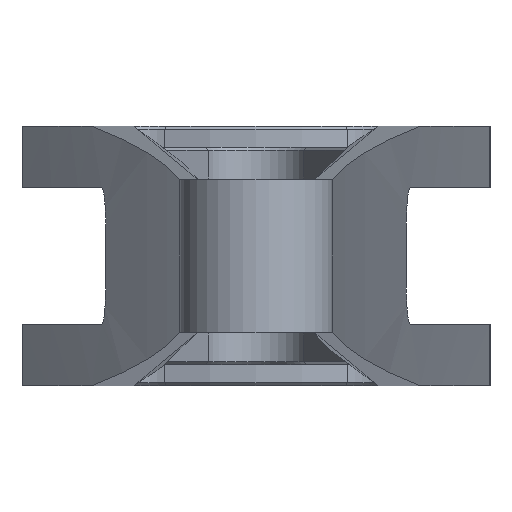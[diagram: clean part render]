
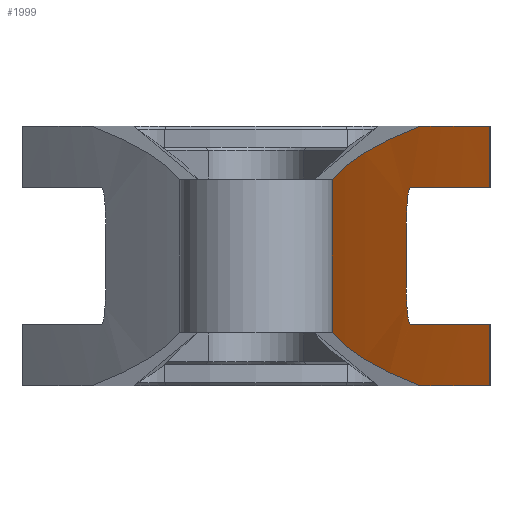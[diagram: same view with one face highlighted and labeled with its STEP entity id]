
A CAD part, front view. The second image highlights one B-rep face of the part: STEP entity #1999.
In plain terms, the highlighted cylindrical face has radius 1564.44 mm (diameter 3128.88 mm), a partial arc.
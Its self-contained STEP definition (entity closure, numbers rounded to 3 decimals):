
#50=ELLIPSE('',#2123,1565.416,1564.438);
#51=ELLIPSE('',#2163,1565.416,1564.438);
#75=B_SPLINE_CURVE_WITH_KNOTS('',3,(#3490,#3491,#3492,#3493,#3494,#3495,
#3496,#3497,#3498,#3499),.UNSPECIFIED.,.F.,.F.,(4,2,2,2,4),(-0.429,
-0.308,-0.187,-0.093,0.),
 .UNSPECIFIED.);
#77=B_SPLINE_CURVE_WITH_KNOTS('',3,(#3540,#3541,#3542,#3543,#3544,#3545,
#3546,#3547,#3548,#3549),.UNSPECIFIED.,.F.,.F.,(4,2,2,2,4),(0.,0.093,
0.187,0.308,0.429),.UNSPECIFIED.);
#245=FACE_OUTER_BOUND('',#377,.T.);
#377=EDGE_LOOP('',(#1777,#1778,#1779,#1780,#1781,#1782,#1783,#1784,#1785,
#1786,#1787,#1788));
#464=LINE('',#3534,#577);
#492=LINE('',#3783,#605);
#494=LINE('',#3787,#607);
#495=LINE('',#3790,#608);
#577=VECTOR('',#2678,10.);
#605=VECTOR('',#2902,10.);
#607=VECTOR('',#2908,10.);
#608=VECTOR('',#2911,10.);
#711=CIRCLE('',#2185,1564.438);
#757=CIRCLE('',#2261,1564.438);
#759=CIRCLE('',#2264,1564.438);
#765=CIRCLE('',#2278,1564.438);
#847=VERTEX_POINT('',#3299);
#848=VERTEX_POINT('',#3304);
#881=VERTEX_POINT('',#3469);
#882=VERTEX_POINT('',#3471);
#887=VERTEX_POINT('',#3487);
#888=VERTEX_POINT('',#3489);
#896=VERTEX_POINT('',#3533);
#898=VERTEX_POINT('',#3539);
#901=VERTEX_POINT('',#3569);
#941=VERTEX_POINT('',#3758);
#943=VERTEX_POINT('',#3764);
#948=VERTEX_POINT('',#3788);
#1068=EDGE_CURVE('',#847,#848,#50,.T.);
#1119=EDGE_CURVE('',#882,#881,#51,.T.);
#1128=EDGE_CURVE('',#887,#888,#75,.T.);
#1141=EDGE_CURVE('',#896,#888,#464,.T.);
#1144=EDGE_CURVE('',#896,#898,#77,.T.);
#1150=EDGE_CURVE('',#901,#898,#711,.F.);
#1222=EDGE_CURVE('',#941,#848,#757,.F.);
#1224=EDGE_CURVE('',#882,#943,#759,.T.);
#1232=EDGE_CURVE('',#847,#881,#492,.T.);
#1234=EDGE_CURVE('',#901,#941,#494,.T.);
#1235=EDGE_CURVE('',#948,#887,#765,.F.);
#1236=EDGE_CURVE('',#948,#943,#495,.T.);
#1777=ORIENTED_EDGE('',*,*,#1119,.T.);
#1778=ORIENTED_EDGE('',*,*,#1232,.F.);
#1779=ORIENTED_EDGE('',*,*,#1068,.T.);
#1780=ORIENTED_EDGE('',*,*,#1222,.F.);
#1781=ORIENTED_EDGE('',*,*,#1234,.F.);
#1782=ORIENTED_EDGE('',*,*,#1150,.T.);
#1783=ORIENTED_EDGE('',*,*,#1144,.F.);
#1784=ORIENTED_EDGE('',*,*,#1141,.T.);
#1785=ORIENTED_EDGE('',*,*,#1128,.F.);
#1786=ORIENTED_EDGE('',*,*,#1235,.F.);
#1787=ORIENTED_EDGE('',*,*,#1236,.T.);
#1788=ORIENTED_EDGE('',*,*,#1224,.F.);
#1881=CYLINDRICAL_SURFACE('',#2277,1564.438);
#1999=ADVANCED_FACE('',(#245),#1881,.F.);
#2123=AXIS2_PLACEMENT_3D('',#3306,#2537,#2538);
#2163=AXIS2_PLACEMENT_3D('',#3472,#2635,#2636);
#2185=AXIS2_PLACEMENT_3D('',#3570,#2696,#2697);
#2261=AXIS2_PLACEMENT_3D('',#3760,#2870,#2871);
#2264=AXIS2_PLACEMENT_3D('',#3765,#2876,#2877);
#2277=AXIS2_PLACEMENT_3D('',#3786,#2906,#2907);
#2278=AXIS2_PLACEMENT_3D('',#3789,#2909,#2910);
#2537=DIRECTION('center_axis',(0.,-0.035,-0.999));
#2538=DIRECTION('ref_axis',(0.,0.999,-0.035));
#2635=DIRECTION('center_axis',(0.,-0.035,0.999));
#2636=DIRECTION('ref_axis',(0.,0.999,0.035));
#2678=DIRECTION('',(0.,0.,1.));
#2696=DIRECTION('center_axis',(0.,0.,-1.));
#2697=DIRECTION('ref_axis',(-0.993,0.117,0.));
#2870=DIRECTION('center_axis',(0.,0.,-1.));
#2871=DIRECTION('ref_axis',(-0.993,0.117,0.));
#2876=DIRECTION('center_axis',(0.,0.,-1.));
#2877=DIRECTION('ref_axis',(-0.993,0.117,0.));
#2902=DIRECTION('',(0.,0.,1.));
#2906=DIRECTION('center_axis',(0.,0.,1.));
#2907=DIRECTION('ref_axis',(-0.993,0.117,0.));
#2908=DIRECTION('',(0.,0.,-1.));
#2909=DIRECTION('center_axis',(0.,0.,-1.));
#2910=DIRECTION('ref_axis',(-0.993,0.117,0.));
#2911=DIRECTION('',(0.,0.,1.));
#3299=CARTESIAN_POINT('',(5.,-138.182,-5.));
#3304=CARTESIAN_POINT('',(10.76,-39.225,-8.5));
#3306=CARTESIAN_POINT('Origin',(1568.89,-179.563,-3.536));
#3469=CARTESIAN_POINT('',(5.,-138.182,5.));
#3471=CARTESIAN_POINT('',(10.76,-39.225,8.5));
#3472=CARTESIAN_POINT('Origin',(1568.89,-179.563,3.536));
#3487=CARTESIAN_POINT('',(10.1,-46.75,4.5));
#3489=CARTESIAN_POINT('',(9.834,-49.913,2.));
#3490=CARTESIAN_POINT('Ctrl Pts',(10.1,-46.75,4.5));
#3491=CARTESIAN_POINT('Ctrl Pts',(10.066,-47.153,4.5));
#3492=CARTESIAN_POINT('Ctrl Pts',(10.029,-47.588,4.436));
#3493=CARTESIAN_POINT('Ctrl Pts',(9.96,-48.403,4.16));
#3494=CARTESIAN_POINT('Ctrl Pts',(9.928,-48.783,3.948));
#3495=CARTESIAN_POINT('Ctrl Pts',(9.883,-49.322,3.48));
#3496=CARTESIAN_POINT('Ctrl Pts',(9.865,-49.539,3.22));
#3497=CARTESIAN_POINT('Ctrl Pts',(9.841,-49.835,2.636));
#3498=CARTESIAN_POINT('Ctrl Pts',(9.834,-49.913,2.311));
#3499=CARTESIAN_POINT('Ctrl Pts',(9.834,-49.913,2.));
#3533=CARTESIAN_POINT('',(9.834,-49.913,-2.));
#3534=CARTESIAN_POINT('',(9.834,-49.913,0.));
#3539=CARTESIAN_POINT('',(10.1,-46.75,-4.5));
#3540=CARTESIAN_POINT('Ctrl Pts',(9.834,-49.913,-2.));
#3541=CARTESIAN_POINT('Ctrl Pts',(9.834,-49.913,-2.311));
#3542=CARTESIAN_POINT('Ctrl Pts',(9.841,-49.835,-2.636));
#3543=CARTESIAN_POINT('Ctrl Pts',(9.865,-49.539,-3.22));
#3544=CARTESIAN_POINT('Ctrl Pts',(9.883,-49.322,-3.48));
#3545=CARTESIAN_POINT('Ctrl Pts',(9.928,-48.783,-3.948));
#3546=CARTESIAN_POINT('Ctrl Pts',(9.96,-48.403,-4.16));
#3547=CARTESIAN_POINT('Ctrl Pts',(10.029,-47.588,-4.436));
#3548=CARTESIAN_POINT('Ctrl Pts',(10.066,-47.153,-4.5));
#3549=CARTESIAN_POINT('Ctrl Pts',(10.1,-46.75,-4.5));
#3569=CARTESIAN_POINT('',(15.269,4.079,-4.5));
#3570=CARTESIAN_POINT('Origin',(1568.89,-179.563,-4.5));
#3758=CARTESIAN_POINT('',(15.269,4.079,-8.5));
#3760=CARTESIAN_POINT('Origin',(1568.89,-179.563,-8.5));
#3764=CARTESIAN_POINT('',(15.269,4.079,8.5));
#3765=CARTESIAN_POINT('Origin',(1568.89,-179.563,8.5));
#3783=CARTESIAN_POINT('',(5.,-138.182,0.));
#3786=CARTESIAN_POINT('Origin',(1568.89,-179.563,4.6));
#3787=CARTESIAN_POINT('',(15.269,4.079,-4.6));
#3788=CARTESIAN_POINT('',(15.269,4.079,4.5));
#3789=CARTESIAN_POINT('Origin',(1568.89,-179.563,4.5));
#3790=CARTESIAN_POINT('',(15.269,4.079,4.6));
